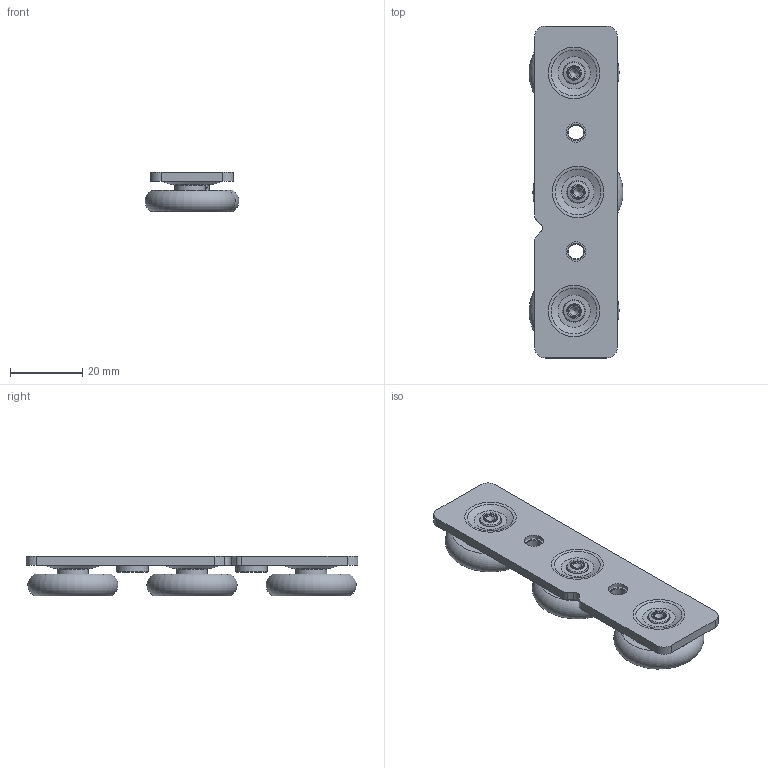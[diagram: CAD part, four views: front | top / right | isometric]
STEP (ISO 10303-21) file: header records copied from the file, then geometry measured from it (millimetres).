
FILE_DESCRIPTION(/* description */ ('PLATE FLEXFIT29 3WHEEL'),/* implementation_level */ '2;1');
FILE_NAME(/* name */ '205-S05-00.stp',/* time_stamp */ '2015-05-01T14:22:43+02:00',/* author */ ('w.jans'),/* organization */ (''),/* preprocessor_version */ 'ST-DEVELOPER v15.6',/* originating_system */ 'Autodesk Inventor 2015',/* authorisation */ '');
FILE_SCHEMA (('AUTOMOTIVE_DESIGN { 1 0 10303 214 3 1 1 }'));
Length unit declared in the file: millimetre
Products named in the file (10): E000009183; E000003891; E000011637; E000010078; E000010081; E000010080; E000010085; E000010083; E000010079; E000009184
Assembly tree (20 placements, depth 3):
  E000009184
    E000011637
      E000009183
      E000003891  x2
    E000010079  x3
      E000010078
      E000010081
      E000010080
      E000010085
      E000010083
Bounding box: 26.04 x 92 x 11 mm (x, y, z)
Volume: 12834.8 mm3; surface area: 14386.4 mm2
Topology: 42 solids, 42 shells, 288 faces, 548 edges, 342 vertices
Faces by surface type: plane 86, cylinder 71, torus 51, cone 50, sphere 27, bspline 3
Full cylindrical faces by diameter (mm): 4.134 x2, 5 x6, 5.4 x2, 6.33 x2, 7 x6, 7.33 x2, 8 x3, 8.6 x3, 8.7 x2, 12.6 x18, 15.999 x6, 16.049 x6, 17.299 x6
Entity records: 2832 total; most frequent: DIRECTION 524, CARTESIAN_POINT 479, ORIENTED_EDGE 280, AXIS2_PLACEMENT_3D 248, EDGE_LOOP 208, EDGE_CURVE 140, VERTEX_POINT 126, CIRCLE 110
